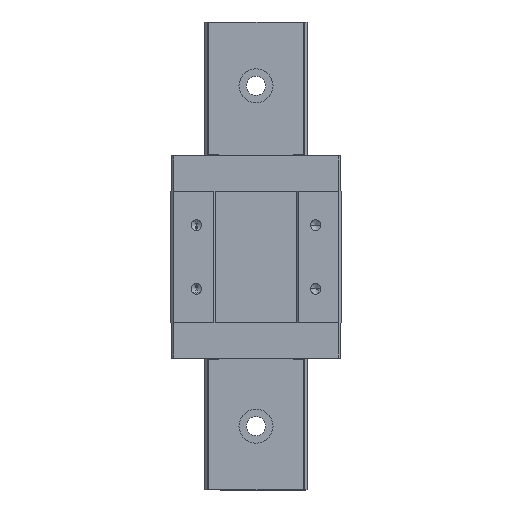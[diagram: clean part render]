
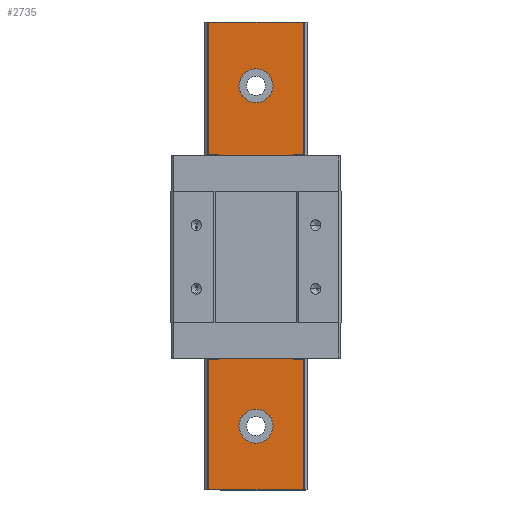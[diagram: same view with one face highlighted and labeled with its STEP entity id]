
A CAD part, top view. The second image highlights one B-rep face of the part: STEP entity #2735.
In plain terms, the highlighted planar face has unit normal (0, 0, 1).
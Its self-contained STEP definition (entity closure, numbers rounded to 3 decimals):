
#1 = CARTESIAN_POINT ( 'NONE',  ( 0., 0., 4.25 ) ) ;
#42 = CARTESIAN_POINT ( 'NONE',  ( 0., -55., 4.25 ) ) ;
#167 = EDGE_CURVE ( 'NONE', #4975, #3913, #5456, .T. ) ;
#188 = CARTESIAN_POINT ( 'NONE',  ( -11.1, -55., 4.25 ) ) ;
#268 = LINE ( 'NONE', #5699, #3518 ) ;
#283 = EDGE_CURVE ( 'NONE', #5909, #4668, #3949, .T. ) ;
#459 = EDGE_LOOP ( 'NONE', ( #3962, #3848, #1702, #1050 ) ) ;
#491 = DIRECTION ( 'NONE',  ( 0., 0., -1. ) ) ;
#549 = DIRECTION ( 'NONE',  ( -1., 0., 0. ) ) ;
#626 = VECTOR ( 'NONE', #5474, 1000. ) ;
#938 = AXIS2_PLACEMENT_3D ( 'NONE', #2557, #1925, #1313 ) ;
#952 = EDGE_CURVE ( 'NONE', #3515, #2094, #268, .T. ) ;
#965 = CARTESIAN_POINT ( 'NONE',  ( 0., 0., 4.25 ) ) ;
#1050 = ORIENTED_EDGE ( 'NONE', *, *, #283, .T. ) ;
#1108 = CARTESIAN_POINT ( 'NONE',  ( 0., -40., 4.25 ) ) ;
#1174 = DIRECTION ( 'NONE',  ( 0., 0., -1. ) ) ;
#1248 = CARTESIAN_POINT ( 'NONE',  ( -4., 0., 4.25 ) ) ;
#1273 = LINE ( 'NONE', #42, #626 ) ;
#1313 = DIRECTION ( 'NONE',  ( -1., 0., 0. ) ) ;
#1411 = CARTESIAN_POINT ( 'NONE',  ( -4., 40., 4.25 ) ) ;
#1555 = CIRCLE ( 'NONE', #4953, 4. ) ;
#1690 = FACE_BOUND ( 'NONE', #2136, .T. ) ;
#1702 = ORIENTED_EDGE ( 'NONE', *, *, #5050, .F. ) ;
#1782 = VERTEX_POINT ( 'NONE', #1248 ) ;
#1793 = CARTESIAN_POINT ( 'NONE',  ( 0., 40., 4.25 ) ) ;
#1921 = VERTEX_POINT ( 'NONE', #5972 ) ;
#1925 = DIRECTION ( 'NONE',  ( 0., 0., -1. ) ) ;
#2020 = CARTESIAN_POINT ( 'NONE',  ( 11.1, -55., 4.25 ) ) ;
#2038 = PLANE ( 'NONE',  #3274 ) ;
#2042 = EDGE_CURVE ( 'NONE', #3515, #4668, #5224, .T. ) ;
#2094 = VERTEX_POINT ( 'NONE', #3721 ) ;
#2107 = ORIENTED_EDGE ( 'NONE', *, *, #5156, .T. ) ;
#2136 = EDGE_LOOP ( 'NONE', ( #5906, #4038 ) ) ;
#2207 = VERTEX_POINT ( 'NONE', #2340 ) ;
#2340 = CARTESIAN_POINT ( 'NONE',  ( 4., -40., 4.25 ) ) ;
#2511 = CIRCLE ( 'NONE', #5851, 4. ) ;
#2557 = CARTESIAN_POINT ( 'NONE',  ( 0., -40., 4.25 ) ) ;
#2641 = FACE_BOUND ( 'NONE', #4319, .T. ) ;
#2686 = DIRECTION ( 'NONE',  ( 0., 1., 0. ) ) ;
#2730 = ORIENTED_EDGE ( 'NONE', *, *, #5861, .F. ) ;
#2735 = ADVANCED_FACE ( 'NONE', ( #5243, #1690, #2641, #2944 ), #2038, .T. ) ;
#2790 = DIRECTION ( 'NONE',  ( -1., 0., 0. ) ) ;
#2944 = FACE_OUTER_BOUND ( 'NONE', #459, .T. ) ;
#3160 = EDGE_LOOP ( 'NONE', ( #2730, #4036 ) ) ;
#3274 = AXIS2_PLACEMENT_3D ( 'NONE', #188, #5619, #5012 ) ;
#3317 = CARTESIAN_POINT ( 'NONE',  ( 11.1, 0., 4.25 ) ) ;
#3430 = DIRECTION ( 'NONE',  ( 0., 0., -1. ) ) ;
#3452 = CIRCLE ( 'NONE', #5565, 4. ) ;
#3462 = AXIS2_PLACEMENT_3D ( 'NONE', #1793, #1174, #549 ) ;
#3515 = VERTEX_POINT ( 'NONE', #4725 ) ;
#3518 = VECTOR ( 'NONE', #5088, 1000. ) ;
#3721 = CARTESIAN_POINT ( 'NONE',  ( -11.1, -55., 4.25 ) ) ;
#3743 = VECTOR ( 'NONE', #4022, 1000. ) ;
#3848 = ORIENTED_EDGE ( 'NONE', *, *, #952, .T. ) ;
#3913 = VERTEX_POINT ( 'NONE', #1411 ) ;
#3949 = LINE ( 'NONE', #3317, #6016 ) ;
#3957 = DIRECTION ( 'NONE',  ( -1., 0., 0. ) ) ;
#3962 = ORIENTED_EDGE ( 'NONE', *, *, #2042, .F. ) ;
#4022 = DIRECTION ( 'NONE',  ( 1., 0., 0. ) ) ;
#4036 = ORIENTED_EDGE ( 'NONE', *, *, #6002, .F. ) ;
#4038 = ORIENTED_EDGE ( 'NONE', *, *, #167, .T. ) ;
#4064 = CARTESIAN_POINT ( 'NONE',  ( 0., 40., 4.25 ) ) ;
#4085 = CARTESIAN_POINT ( 'NONE',  ( 4., 40., 4.25 ) ) ;
#4121 = CARTESIAN_POINT ( 'NONE',  ( 11.1, 55., 4.25 ) ) ;
#4319 = EDGE_LOOP ( 'NONE', ( #4966, #2107 ) ) ;
#4327 = CARTESIAN_POINT ( 'NONE',  ( -4., -40., 4.25 ) ) ;
#4343 = EDGE_CURVE ( 'NONE', #3913, #4975, #4915, .T. ) ;
#4477 = AXIS2_PLACEMENT_3D ( 'NONE', #4064, #3430, #2790 ) ;
#4572 = DIRECTION ( 'NONE',  ( 0., 0., 1. ) ) ;
#4626 = CARTESIAN_POINT ( 'NONE',  ( 0., 55., 4.25 ) ) ;
#4668 = VERTEX_POINT ( 'NONE', #4121 ) ;
#4725 = CARTESIAN_POINT ( 'NONE',  ( -11.1, 55., 4.25 ) ) ;
#4817 = DIRECTION ( 'NONE',  ( -1., 0., 0. ) ) ;
#4866 = VERTEX_POINT ( 'NONE', #4327 ) ;
#4870 = CIRCLE ( 'NONE', #938, 4. ) ;
#4915 = CIRCLE ( 'NONE', #3462, 4. ) ;
#4953 = AXIS2_PLACEMENT_3D ( 'NONE', #1108, #491, #5946 ) ;
#4966 = ORIENTED_EDGE ( 'NONE', *, *, #5956, .T. ) ;
#4975 = VERTEX_POINT ( 'NONE', #4085 ) ;
#5012 = DIRECTION ( 'NONE',  ( 1., 0., 0. ) ) ;
#5050 = EDGE_CURVE ( 'NONE', #5909, #2094, #1273, .T. ) ;
#5088 = DIRECTION ( 'NONE',  ( 0., -1., 0. ) ) ;
#5156 = EDGE_CURVE ( 'NONE', #2207, #4866, #4870, .T. ) ;
#5224 = LINE ( 'NONE', #4626, #3743 ) ;
#5243 = FACE_BOUND ( 'NONE', #3160, .T. ) ;
#5429 = DIRECTION ( 'NONE',  ( 0., 0., 1. ) ) ;
#5456 = CIRCLE ( 'NONE', #4477, 4. ) ;
#5474 = DIRECTION ( 'NONE',  ( -1., 0., 0. ) ) ;
#5565 = AXIS2_PLACEMENT_3D ( 'NONE', #965, #4572, #3957 ) ;
#5619 = DIRECTION ( 'NONE',  ( 0., 0., 1. ) ) ;
#5699 = CARTESIAN_POINT ( 'NONE',  ( -11.1, 0., 4.25 ) ) ;
#5851 = AXIS2_PLACEMENT_3D ( 'NONE', #1, #5429, #4817 ) ;
#5861 = EDGE_CURVE ( 'NONE', #1782, #1921, #2511, .T. ) ;
#5906 = ORIENTED_EDGE ( 'NONE', *, *, #4343, .T. ) ;
#5909 = VERTEX_POINT ( 'NONE', #2020 ) ;
#5946 = DIRECTION ( 'NONE',  ( -1., 0., 0. ) ) ;
#5956 = EDGE_CURVE ( 'NONE', #4866, #2207, #1555, .T. ) ;
#5972 = CARTESIAN_POINT ( 'NONE',  ( 4., 0., 4.25 ) ) ;
#6002 = EDGE_CURVE ( 'NONE', #1921, #1782, #3452, .T. ) ;
#6016 = VECTOR ( 'NONE', #2686, 1000. ) ;
